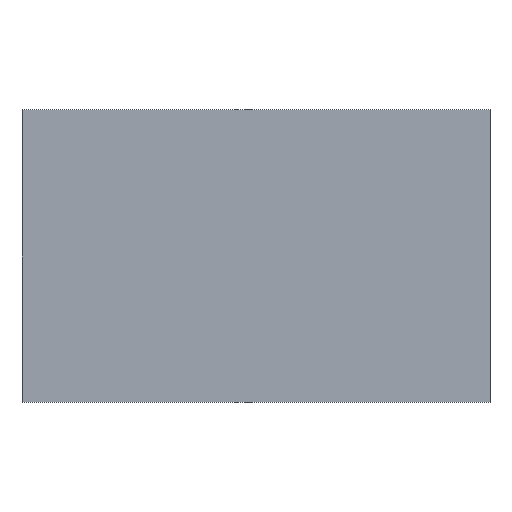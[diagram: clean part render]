
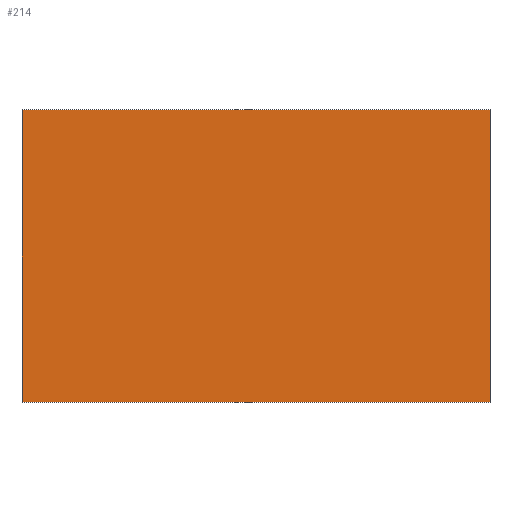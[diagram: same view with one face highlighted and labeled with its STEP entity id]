
A CAD part, front view. The second image highlights one B-rep face of the part: STEP entity #214.
In plain terms, the highlighted planar face has unit normal (0, -1, 0).
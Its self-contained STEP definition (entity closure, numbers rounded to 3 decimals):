
#2 = DIRECTION ( 'NONE',  ( 0., 0., -1. ) ) ;
#37 = VERTEX_POINT ( 'NONE', #787 ) ;
#78 = FACE_OUTER_BOUND ( 'NONE', #201, .T. ) ;
#82 = PLANE ( 'NONE',  #152 ) ;
#101 = CARTESIAN_POINT ( 'NONE',  ( 0., 0., 0. ) ) ;
#148 = EDGE_CURVE ( 'NONE', #37, #308, #498, .T. ) ;
#152 = AXIS2_PLACEMENT_3D ( 'NONE', #1032, #524, #2 ) ;
#153 = ORIENTED_EDGE ( 'NONE', *, *, #376, .F. ) ;
#201 = EDGE_LOOP ( 'NONE', ( #985, #252, #338, #153 ) ) ;
#206 = VERTEX_POINT ( 'NONE', #1100 ) ;
#214 = ADVANCED_FACE ( 'NONE', ( #78 ), #82, .T. ) ;
#252 = ORIENTED_EDGE ( 'NONE', *, *, #598, .F. ) ;
#265 = CARTESIAN_POINT ( 'NONE',  ( 24., 0., 0. ) ) ;
#283 = DIRECTION ( 'NONE',  ( 0., 0., 1. ) ) ;
#308 = VERTEX_POINT ( 'NONE', #413 ) ;
#332 = CARTESIAN_POINT ( 'NONE',  ( 0., 0., 0. ) ) ;
#338 = ORIENTED_EDGE ( 'NONE', *, *, #148, .F. ) ;
#376 = EDGE_CURVE ( 'NONE', #1096, #37, #425, .T. ) ;
#403 = CARTESIAN_POINT ( 'NONE',  ( 0., 0., 0. ) ) ;
#413 = CARTESIAN_POINT ( 'NONE',  ( 24., 0., -15. ) ) ;
#425 = LINE ( 'NONE', #332, #1007 ) ;
#498 = LINE ( 'NONE', #265, #599 ) ;
#524 = DIRECTION ( 'NONE',  ( 0., -1., 0. ) ) ;
#559 = VECTOR ( 'NONE', #283, 1000. ) ;
#598 = EDGE_CURVE ( 'NONE', #308, #206, #976, .T. ) ;
#599 = VECTOR ( 'NONE', #885, 1000. ) ;
#612 = EDGE_CURVE ( 'NONE', #206, #1096, #1065, .T. ) ;
#662 = CARTESIAN_POINT ( 'NONE',  ( 0., 0., -15. ) ) ;
#754 = DIRECTION ( 'NONE',  ( -1., 0., 0. ) ) ;
#787 = CARTESIAN_POINT ( 'NONE',  ( 24., 0., 0. ) ) ;
#885 = DIRECTION ( 'NONE',  ( 0., 0., -1. ) ) ;
#967 = VECTOR ( 'NONE', #754, 1000. ) ;
#976 = LINE ( 'NONE', #662, #967 ) ;
#985 = ORIENTED_EDGE ( 'NONE', *, *, #612, .F. ) ;
#1007 = VECTOR ( 'NONE', #1022, 1000. ) ;
#1022 = DIRECTION ( 'NONE',  ( 1., 0., 0. ) ) ;
#1032 = CARTESIAN_POINT ( 'NONE',  ( 0., 0., 0. ) ) ;
#1065 = LINE ( 'NONE', #101, #559 ) ;
#1096 = VERTEX_POINT ( 'NONE', #403 ) ;
#1100 = CARTESIAN_POINT ( 'NONE',  ( 0., 0., -15. ) ) ;
